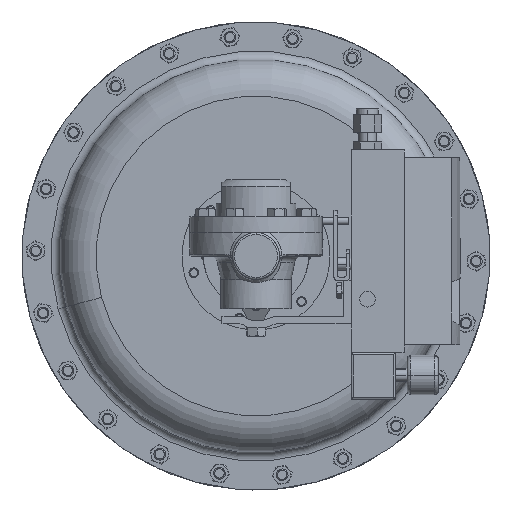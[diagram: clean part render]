
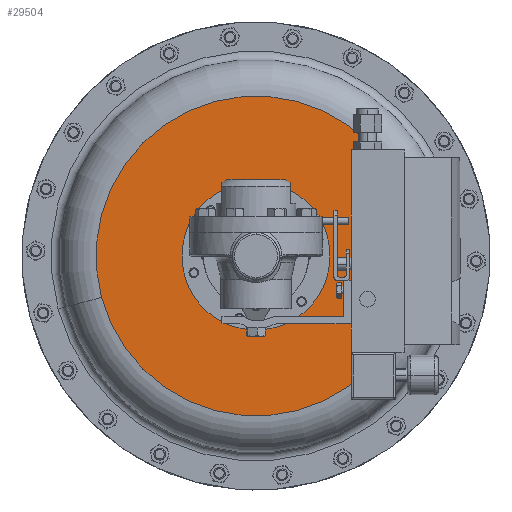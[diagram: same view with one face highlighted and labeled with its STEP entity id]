
A CAD part, front view. The second image highlights one B-rep face of the part: STEP entity #29504.
In plain terms, the highlighted planar face has unit normal (0, -1, 0).
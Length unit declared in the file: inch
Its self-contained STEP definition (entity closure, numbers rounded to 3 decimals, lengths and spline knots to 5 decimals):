
#498 = DIRECTION ( 'NONE',  ( 0.966, 0., 0.259 ) ) ;
#616 = VERTEX_POINT ( 'NONE', #14632 ) ;
#1356 = CARTESIAN_POINT ( 'NONE',  ( 0., 6.7225, 0. ) ) ;
#2066 = AXIS2_PLACEMENT_3D ( 'NONE', #38373, #19524, #498 ) ;
#2267 = CIRCLE ( 'NONE', #7546, 2.375 ) ;
#2555 = FACE_OUTER_BOUND ( 'NONE', #16664, .T. ) ;
#4518 = DIRECTION ( 'NONE',  ( 0.966, 0., 0.259 ) ) ;
#4699 = DIRECTION ( 'NONE',  ( 0., -1., 0. ) ) ;
#5650 = EDGE_CURVE ( 'NONE', #36685, #616, #2267, .T. ) ;
#7539 = CARTESIAN_POINT ( 'NONE',  ( 0., 6.7225, 0. ) ) ;
#7546 = AXIS2_PLACEMENT_3D ( 'NONE', #7539, #7827, #7957 ) ;
#7827 = DIRECTION ( 'NONE',  ( 0., 1., 0. ) ) ;
#7957 = DIRECTION ( 'NONE',  ( -0.707, 0., -0.707 ) ) ;
#10894 = DIRECTION ( 'NONE',  ( -0.707, 0., -0.707 ) ) ;
#11426 = EDGE_LOOP ( 'NONE', ( #18396, #17457 ) ) ;
#13477 = CARTESIAN_POINT ( 'NONE',  ( 0., 6.7225, 0. ) ) ;
#13735 = CIRCLE ( 'NONE', #20792, 2.375 ) ;
#14632 = CARTESIAN_POINT ( 'NONE',  ( -1.67938, 6.7225, -1.67938 ) ) ;
#15213 = DIRECTION ( 'NONE',  ( 0., 1., 0. ) ) ;
#16558 = EDGE_CURVE ( 'NONE', #616, #36685, #13735, .T. ) ;
#16664 = EDGE_LOOP ( 'NONE', ( #32275, #23117 ) ) ;
#16844 = CIRCLE ( 'NONE', #39806, 5.125 ) ;
#17080 = VERTEX_POINT ( 'NONE', #19679 ) ;
#17457 = ORIENTED_EDGE ( 'NONE', *, *, #16558, .T. ) ;
#18396 = ORIENTED_EDGE ( 'NONE', *, *, #5650, .T. ) ;
#19222 = CARTESIAN_POINT ( 'NONE',  ( 1.67938, 6.7225, 1.67938 ) ) ;
#19524 = DIRECTION ( 'NONE',  ( 0., 1., 0. ) ) ;
#19679 = CARTESIAN_POINT ( 'NONE',  ( 4.95037, 6.7225, 1.32645 ) ) ;
#20792 = AXIS2_PLACEMENT_3D ( 'NONE', #13477, #15213, #10894 ) ;
#22171 = CARTESIAN_POINT ( 'NONE',  ( -4.95037, 6.7225, -1.32645 ) ) ;
#22639 = EDGE_CURVE ( 'NONE', #28492, #17080, #23276, .T. ) ;
#23117 = ORIENTED_EDGE ( 'NONE', *, *, #22639, .F. ) ;
#23276 = CIRCLE ( 'NONE', #2066, 5.125 ) ;
#23523 = DIRECTION ( 'NONE',  ( 0., 1., 0. ) ) ;
#23710 = PLANE ( 'NONE',  #37310 ) ;
#26881 = DIRECTION ( 'NONE',  ( -0.966, 0., -0.259 ) ) ;
#28492 = VERTEX_POINT ( 'NONE', #22171 ) ;
#29504 = ADVANCED_FACE ( 'NONE', ( #2555, #34222 ), #23710, .T. ) ;
#32275 = ORIENTED_EDGE ( 'NONE', *, *, #39401, .F. ) ;
#34222 = FACE_BOUND ( 'NONE', #11426, .T. ) ;
#36685 = VERTEX_POINT ( 'NONE', #19222 ) ;
#37310 = AXIS2_PLACEMENT_3D ( 'NONE', #39405, #4699, #26881 ) ;
#38373 = CARTESIAN_POINT ( 'NONE',  ( 0., 6.7225, 0. ) ) ;
#39401 = EDGE_CURVE ( 'NONE', #17080, #28492, #16844, .T. ) ;
#39405 = CARTESIAN_POINT ( 'NONE',  ( 1.32645, 6.7225, -4.95037 ) ) ;
#39806 = AXIS2_PLACEMENT_3D ( 'NONE', #1356, #23523, #4518 ) ;
